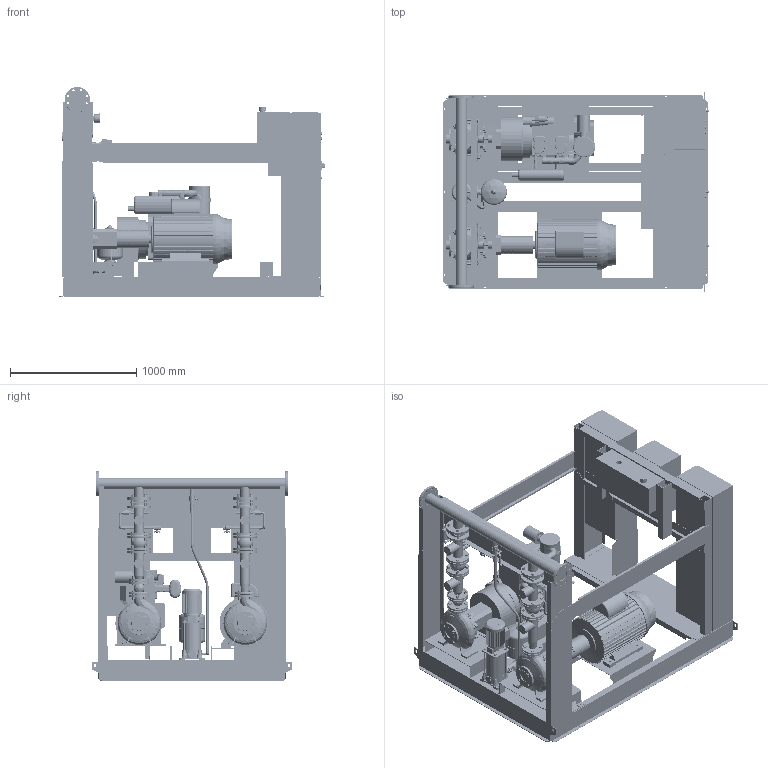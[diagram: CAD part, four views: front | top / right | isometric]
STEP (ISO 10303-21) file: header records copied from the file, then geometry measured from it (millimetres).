
FILE_DESCRIPTION((''),'2;1');
FILE_NAME('3d_Sifire-EN-50_250-243-30_26.5_1.1EDJ-4184023.stp','2015-05-26T08:16:09',(''),(''),'Mechanical Desktop 2009','Mechanical Desktop 2009',', , ');
FILE_SCHEMA(('CONFIG_CONTROL_DESIGN'));
Length unit declared in the file: millimetre
Products named in the file (1): Product
Bounding box: 2105.5 x 1582 x 1661 mm (x, y, z)
Volume: 586672656.9 mm3; surface area: 39770511.3 mm2
Topology: 245 solids, 245 shells, 6282 faces, 15146 edges, 9623 vertices
Faces by surface type: bspline 2392, plane 2121, cylinder 1071, cone 532, torus 134, sphere 32
Entity records: 206774 total; most frequent: CARTESIAN_POINT 69699, ORIENTED_EDGE 30220, DIRECTION 25418, EDGE_CURVE 15110, VERTEX_POINT 9618, VECTOR 8474, LINE 8474, AXIS2_PLACEMENT_3D 8472
